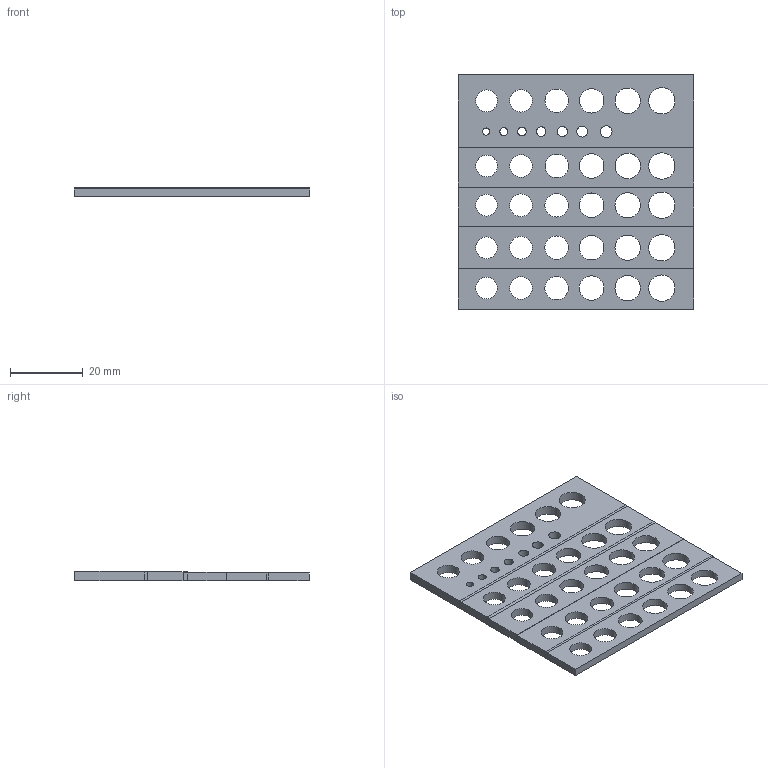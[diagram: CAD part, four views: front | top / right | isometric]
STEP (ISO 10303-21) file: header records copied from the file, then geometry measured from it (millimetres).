
FILE_DESCRIPTION(/* description */ ('STEP AP242','CAx-IF Rec.Pracs.---Representation and Presentation of Product Manufacturing Information (PMI)---4.0---2014-10-13','CAx-IF Rec.Pracs.---3D Tessellated Geometry---0.4---2014-09-14','2;1','CAx-IF Rec.Pracs.---User Defined Attributes---1.5---2016-08-15'),/* implementation_level */ '2;1');
FILE_NAME(/* name */ '69125f958aa36553445c5b00',/* time_stamp */ '2025-11-10T21:56:38Z',/* author */ (''),/* organization */ (''),/* preprocessor_version */ 'ST-DEVELOPER v20',/* originating_system */ 'ONSHAPE BY PTC INC, 1.206',/* authorisation */ ' ');
FILE_SCHEMA (('AP242_MANAGED_MODEL_BASED_3D_ENGINEERING_MIM_LF { 1 0 10303 442 1 1 4 }'));
Length unit declared in the file: millimetre
Products named in the file (6): Assembly 1; Part 3; Part 4; Part 5; Part 1; Part 2
Assembly tree (5 placements, depth 2):
  Assembly 1
    Part 3
    Part 4
    Part 5
    Part 1
    Part 2
Bounding box: 64.9 x 64.61 x 2.5 mm (x, y, z)
Volume: 7630.8 mm3; surface area: 9932 mm2
Topology: 5 solids, 5 shells, 67 faces, 171 edges, 114 vertices
Faces by surface type: cylinder 37, plane 30
Full cylindrical faces by diameter (mm): 2 x1, 2.2 x1, 2.4 x1, 2.6 x1, 2.8 x1, 3 x1, 3.2 x1, 6 x5, 6.25 x5, 6.5 x5, 6.75 x5, 7 x5, 7.25 x5
Entity records: 2171 total; most frequent: DIRECTION 354, CARTESIAN_POINT 321, ORIENTED_EDGE 268, EDGE_LOOP 178, FACE_BOUND 178, AXIS2_PLACEMENT_3D 147, EDGE_CURVE 134, VERTEX_POINT 114
